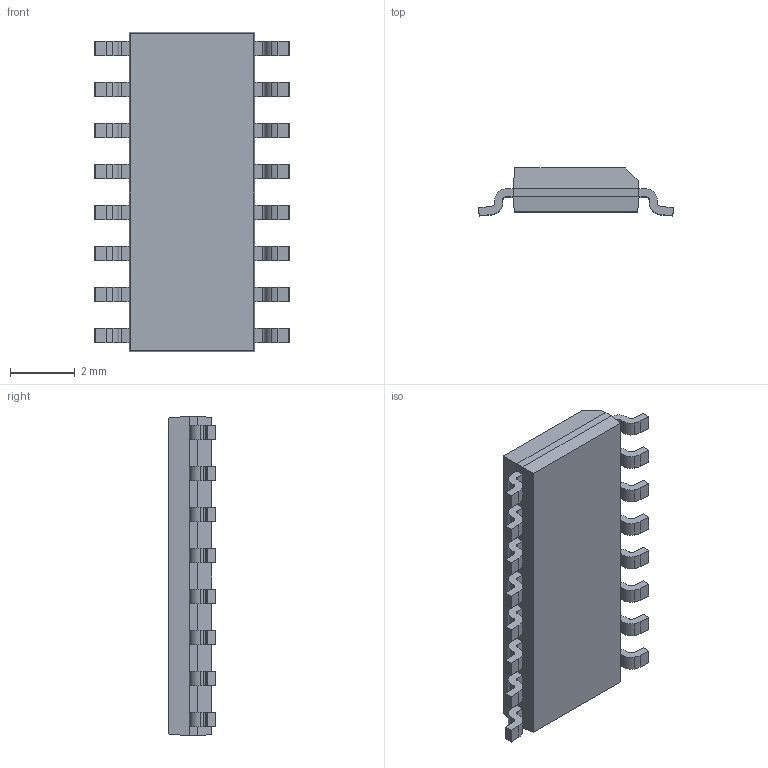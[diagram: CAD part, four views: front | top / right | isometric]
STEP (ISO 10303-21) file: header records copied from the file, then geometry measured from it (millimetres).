
FILE_DESCRIPTION(/* description */ (''),/* implementation_level */ '2;1');
FILE_NAME(/* name */ 'NXP SO16 SOT109-1.stp',/* time_stamp */ '2019-02-03T15:44:19+01:00',/* author */ ('Jonas'),/* organization */ (''),/* preprocessor_version */ 'ST-DEVELOPER v17.2',/* originating_system */ 'Autodesk Inventor 2019',/* authorisation */ '');
FILE_SCHEMA (('AUTOMOTIVE_DESIGN { 1 0 10303 214 3 1 1 }'));
Length unit declared in the file: millimetre
Products named in the file (1): NXP SO16 SOT109-1
Bounding box: 6.03 x 1.48 x 9.9 mm (x, y, z)
Volume: 53.2 mm3; surface area: 144.7 mm2
Topology: 17 solids, 17 shells, 271 faces, 703 edges, 466 vertices
Faces by surface type: plane 175, cylinder 96
Entity records: 8328 total; most frequent: CARTESIAN_POINT 1441, DIRECTION 1439, ORIENTED_EDGE 1406, EDGE_CURVE 703, LINE 511, VECTOR 511, VERTEX_POINT 466, AXIS2_PLACEMENT_3D 464
